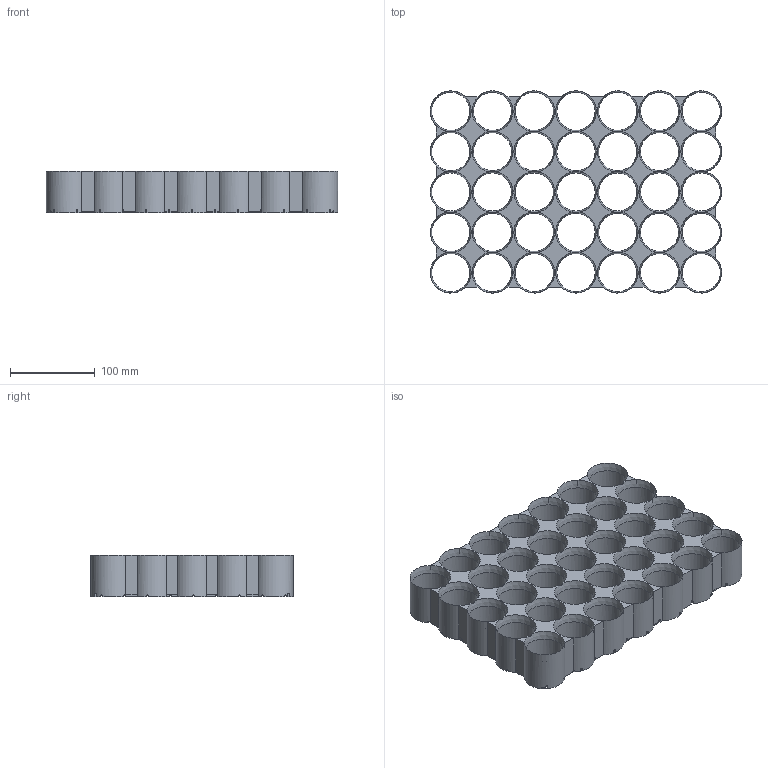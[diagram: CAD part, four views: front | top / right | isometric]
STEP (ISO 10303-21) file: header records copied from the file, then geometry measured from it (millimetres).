
FILE_DESCRIPTION(/* description */ (''),/* implementation_level */ '2;1');
FILE_NAME(/* name */ 'Component1.stp',/* time_stamp */ '2025-09-12T00:13:51+02:00',/* author */ (''),/* organization */ (''),/* preprocessor_version */ 'ST-DEVELOPER v20.1',/* originating_system */ 'Autodesk Translation Framework v14.10.0.0',/* authorisation */ '');
FILE_SCHEMA (('AUTOMOTIVE_DESIGN { 1 0 10303 214 3 1 1 }'));
Length unit declared in the file: millimetre
Products named in the file (1): FusionComponent
Bounding box: 343 x 238 x 49 mm (x, y, z)
Volume: 1023430.2 mm3; surface area: 345329.4 mm2
Topology: 1 solids, 1 shells, 768 faces, 2434 edges, 1598 vertices
Faces by surface type: plane 510, cylinder 223, cone 35
Full cylindrical faces by diameter (mm): 45 x35
Entity records: 31558 total; most frequent: CARTESIAN_POINT 10010, ORIENTED_EDGE 4868, DIRECTION 4214, EDGE_CURVE 2434, VERTEX_POINT 1598, LINE 1568, VECTOR 1568, AXIS2_PLACEMENT_3D 1323
